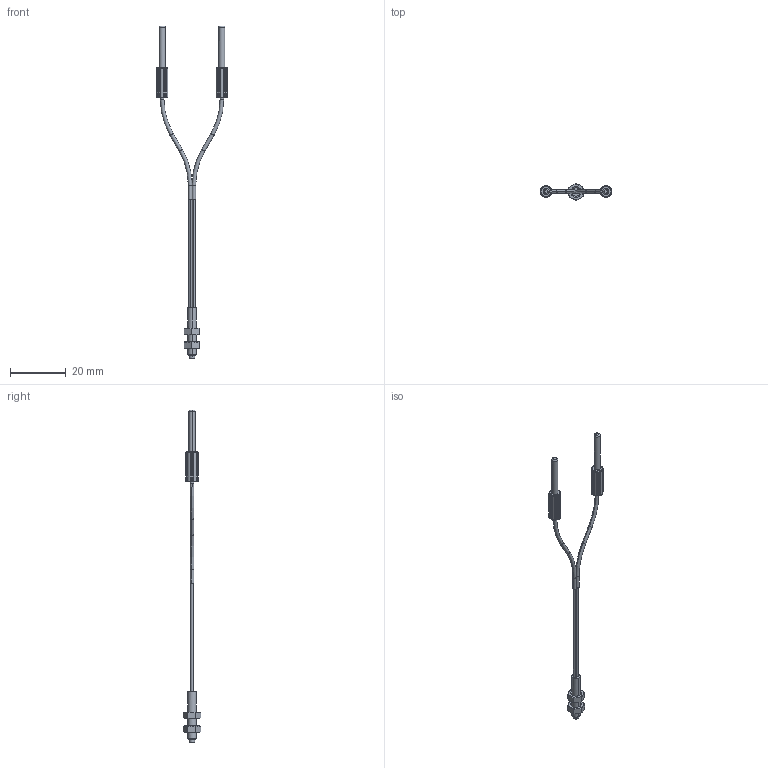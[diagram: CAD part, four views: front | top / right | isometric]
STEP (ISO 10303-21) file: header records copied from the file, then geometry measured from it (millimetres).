
FILE_DESCRIPTION((''),'2;1');
FILE_NAME('CAD2363_SW0001','2016-08-23T',('cmozuch'),(''),'PRO/ENGINEER BY PARAMETRIC TECHNOLOGY CORPORATION, 2015440','PRO/ENGINEER BY PARAMETRIC TECHNOLOGY CORPORATION, 2015440','');
FILE_SCHEMA(('CONFIG_CONTROL_DESIGN'));
Length unit declared in the file: millimetre
Products named in the file (1): CAD2363_SW0001
Bounding box: 25.31 x 6.23 x 118.62 mm (x, y, z)
Volume: 760.2 mm3; surface area: 1428.7 mm2
Topology: 1 solids, 1 shells, 347 faces, 836 edges, 506 vertices
Faces by surface type: cylinder 140, bspline 96, plane 41, torus 36, cone 34
Entity records: 20871 total; most frequent: CARTESIAN_POINT 11159, ORIENTED_EDGE 1672, DIRECTION 1288, EDGE_CURVE 836, AXIS2_PLACEMENT_3D 545, VERTEX_POINT 506, EDGE_LOOP 362, FACE_OUTER_BOUND 347
